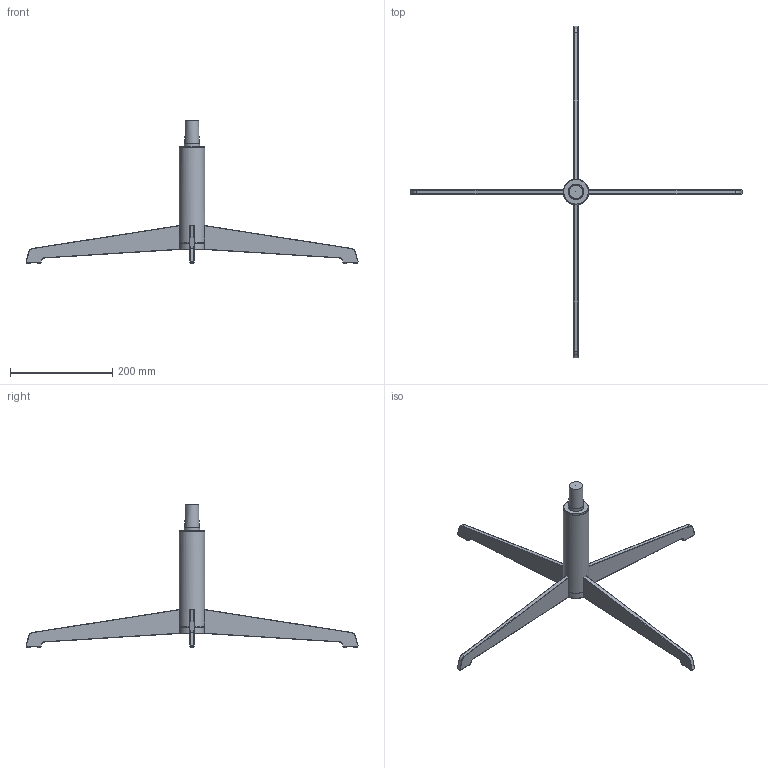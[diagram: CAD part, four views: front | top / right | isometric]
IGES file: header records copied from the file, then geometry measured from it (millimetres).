
Global section: file name: 63HR7 PER RENDERING.igs; native system: Rhinoceros ( Apr  1 2010 ); preprocessor: Trout Lake IGES 012 Apr  1 2010; date: 110112.104228; units: millimetre
Bounding box: 649.67 x 649.67 x 281 mm (x, y, z)
Surface area: 149420.6 mm2 (no closed solid volume)
Topology: 0 solids, 0 shells, 115 faces, 807 edges, 785 vertices
Faces by surface type: bspline 115
